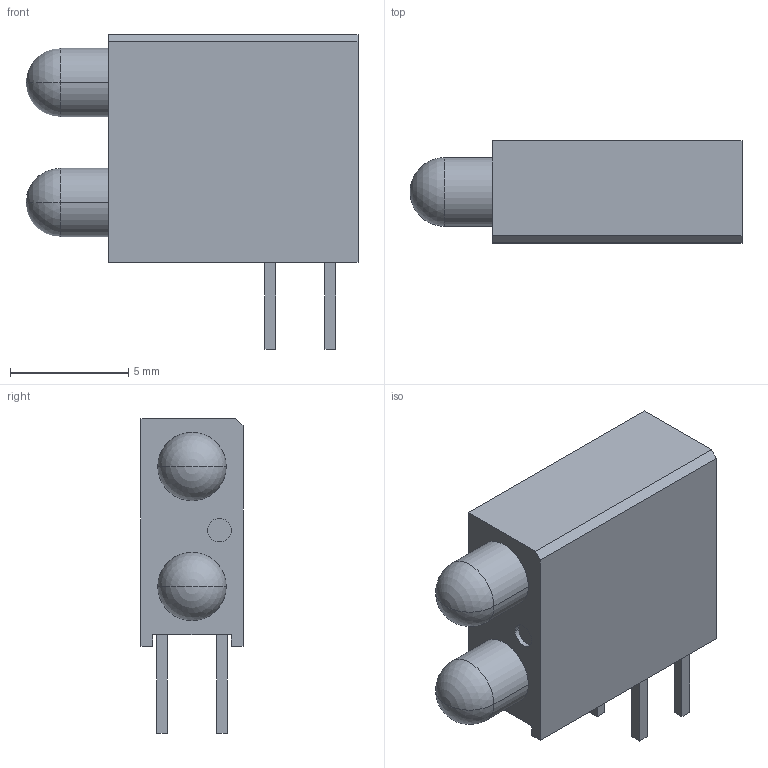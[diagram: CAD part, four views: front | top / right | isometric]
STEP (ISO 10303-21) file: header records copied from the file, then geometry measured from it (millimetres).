
FILE_DESCRIPTION((''),'2;1');
FILE_NAME('LED_DIALIGHT_553-0133-200F.stp','2013-06-07T18:50:13',(''),(''),'Mechanical Desktop 2011','Mechanical Desktop 2011',', , ');
FILE_SCHEMA(('AUTOMOTIVE_DESIGN { 1 2 10303 214 1 1 1 1 }'));
Length unit declared in the file: millimetre
Products named in the file (1): Product
Bounding box: 14.06 x 4.32 x 13.33 mm (x, y, z)
Volume: 465.2 mm3; surface area: 493.7 mm2
Topology: 7 solids, 7 shells, 48 faces, 101 edges, 64 vertices
Faces by surface type: plane 38, cylinder 6, sphere 4
Entity records: 1294 total; most frequent: DIRECTION 211, CARTESIAN_POINT 210, ORIENTED_EDGE 194, EDGE_CURVE 97, VECTOR 81, LINE 81, AXIS2_PLACEMENT_3D 65, VERTEX_POINT 64
